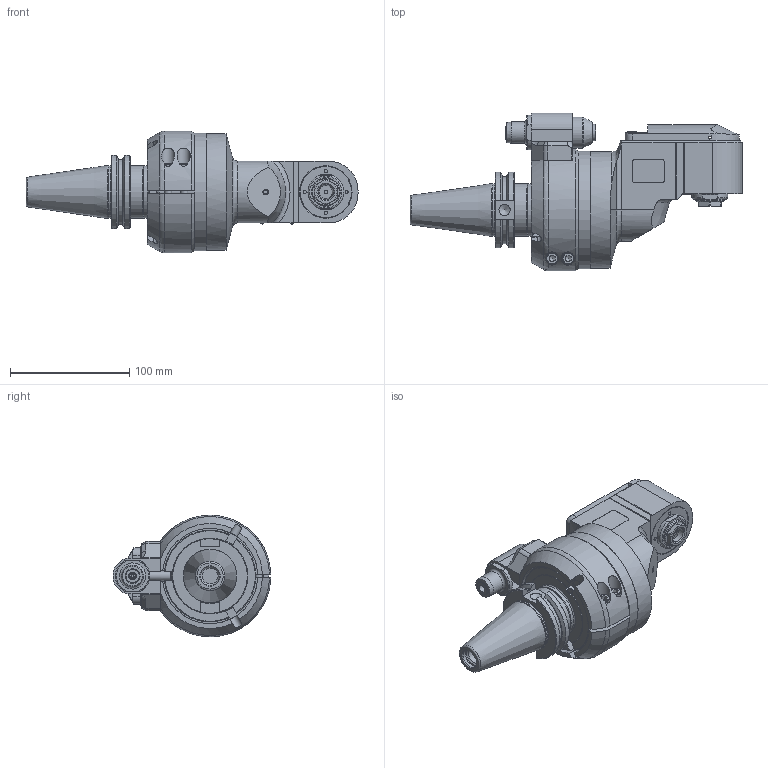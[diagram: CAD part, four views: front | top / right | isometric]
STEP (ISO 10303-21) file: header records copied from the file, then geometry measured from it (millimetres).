
FILE_DESCRIPTION(/* description */ (''),/* implementation_level */ '2;1');
FILE_NAME(/* name */ '9.FR9.100C0-1C40.stp',/* time_stamp */ '2024-09-30T08:53:08-04:00',/* author */ ('jkrenzer'),/* organization */ (''),/* preprocessor_version */ 'ST-DEVELOPER v18.1',/* originating_system */ 'Autodesk Inventor 2022',/* authorisation */ '');
FILE_SCHEMA (('AUTOMOTIVE_DESIGN { 1 0 10303 214 3 1 1 }'));
Products named in the file (8): 9.FR9.100C0-1C40; 9_GA1_446_2_1_C40; 9FL1ATC; 9F18T165_ASM; 9F18T165A; 9F18T100; 9CT401ATC; 9.FR9.100C0
Assembly tree (7 placements, depth 4):
  9.FR9.100C0-1C40
    9_GA1_446_2_1_C40
      9FL1ATC
      9F18T165_ASM
        9F18T165A
        9F18T100
      9CT401ATC
    9.FR9.100C0
Bounding box: 278.55 x 132.23 x 101.99 mm (x, y, z)
Volume: 1009221.6 mm3; surface area: 160986.1 mm2
Topology: 5 solids, 6 shells, 607 faces, 1492 edges, 958 vertices
Faces by surface type: plane 263, cylinder 172, cone 140, torus 24, bspline 6, sphere 2
Full cylindrical faces by diameter (mm): 2.5 x6, 2.6 x10, 3 x4, 3.3 x1, 4.2 x2, 4.5 x1, 5 x7, 6 x4, 6.5 x1, 7 x1, 8 x2, 8.5 x24, 9 x2, 9.525 x1, 10 x4, 10.25 x1, 10.4 x2, 11 x3, 12 x2, 12.5 x1, 13 x2, 13.376 x1, 14 x1, 16.281 x1, 16.5 x1, 16.8 x1, 17.943 x1, 18 x1, 23 x1, 24 x1
Entity records: 48709 total; most frequent: CARTESIAN_POINT 33912, DIRECTION 2966, ORIENTED_EDGE 2900, EDGE_CURVE 1450, AXIS2_PLACEMENT_3D 1138, VERTEX_POINT 958, EDGE_LOOP 725, LINE 690
